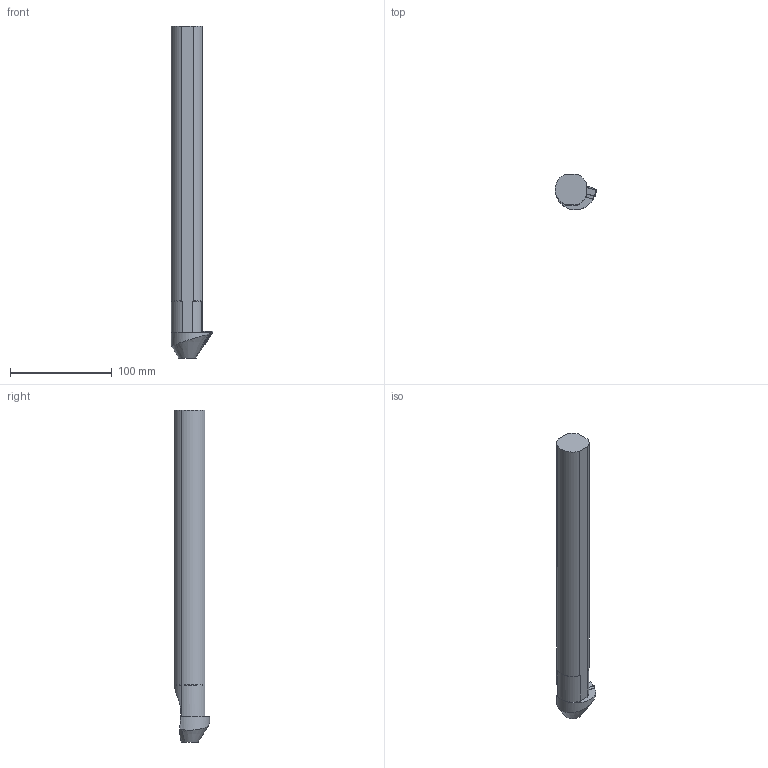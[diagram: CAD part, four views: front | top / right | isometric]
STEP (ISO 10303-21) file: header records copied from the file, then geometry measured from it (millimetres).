
FILE_DESCRIPTION(('CATIA V5 STEP','CAx-IF Rec.Pracs.--- Model Styling and Organization---1.2---2011-12-15'),'2;1');
FILE_NAME('3604851 - S32T PDZNL 15_STPL.stp','2016-11-16T00:03:01+00:00',('none'),('none'),'CATIA Version 5 Release 21 SP 5 (IN-10)','CATIA V5 STEP AP214','none');
FILE_SCHEMA(('AUTOMOTIVE_DESIGN { 1 0 10303 214 1 1 1 1 }'));
Length unit declared in the file: millimetre
Products named in the file (1): S32T PDZNL 15
Bounding box: 41 x 34.67 x 326.5 mm (x, y, z)
Volume: 242893.5 mm3; surface area: 34670.5 mm2
Topology: 2 solids, 2 shells, 58 faces, 165 edges, 112 vertices
Faces by surface type: plane 26, cylinder 21, cone 8, bspline 3
Entity records: 2381 total; most frequent: CARTESIAN_POINT 883, ORIENTED_EDGE 314, DIRECTION 218, EDGE_CURVE 157, VERTEX_POINT 103, AXIS2_PLACEMENT_3D 92, VECTOR 81, LINE 81
